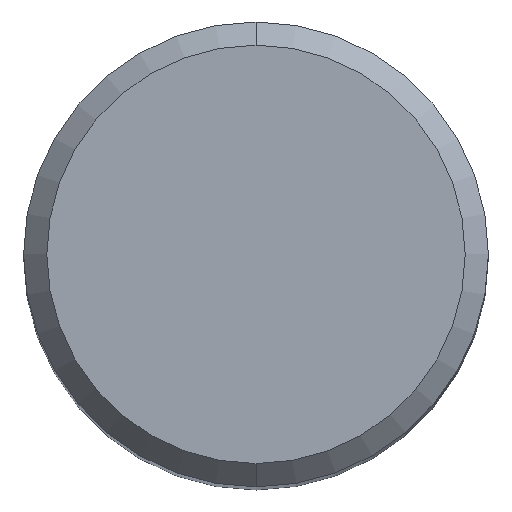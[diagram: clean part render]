
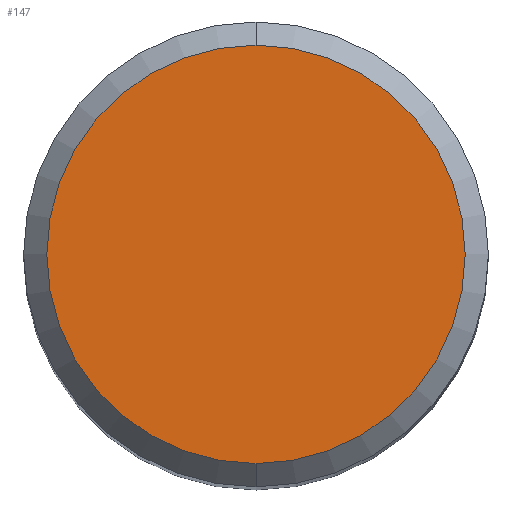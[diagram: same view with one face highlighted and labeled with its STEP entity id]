
A CAD part, top view. The second image highlights one B-rep face of the part: STEP entity #147.
In plain terms, the highlighted planar face has unit normal (0, 0, 1).
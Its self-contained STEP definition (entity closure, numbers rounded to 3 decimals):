
#111=EDGE_CURVE('',#221,#175,#263,.T.);
#133=EDGE_CURVE('',#175,#221,#287,.T.);
#147=ADVANCED_FACE('',(#301),#302,.T.);
#175=VERTEX_POINT('',#333);
#221=VERTEX_POINT('',#389);
#263=CIRCLE('',#432,4.5);
#287=CIRCLE('',#464,4.5);
#301=FACE_OUTER_BOUND('',#480,.T.);
#302=PLANE('',#481);
#333=CARTESIAN_POINT('',(0.,-4.5,0.0));
#389=CARTESIAN_POINT('',(0.0,4.5,0.0));
#432=AXIS2_PLACEMENT_3D('',#613,#614,#615);
#464=AXIS2_PLACEMENT_3D('',#646,#647,#648);
#480=EDGE_LOOP('',(#655,#656));
#481=AXIS2_PLACEMENT_3D('',#657,#658,#659);
#613=CARTESIAN_POINT('',(0.0,0.0,0.0));
#614=DIRECTION('',(0.0,0.0,-1.0));
#615=DIRECTION('',(0.0,1.0,0.0));
#646=CARTESIAN_POINT('',(0.0,0.0,0.0));
#647=DIRECTION('',(0.0,0.0,-1.0));
#648=DIRECTION('',(0.0,1.0,0.0));
#655=ORIENTED_EDGE('',*,*,#111,.F.);
#656=ORIENTED_EDGE('',*,*,#133,.F.);
#657=CARTESIAN_POINT('',(0.0,2.25,0.0));
#658=DIRECTION('',(-0.0,0.0,1.0));
#659=DIRECTION('',(0.0,-1.0,0.0));
